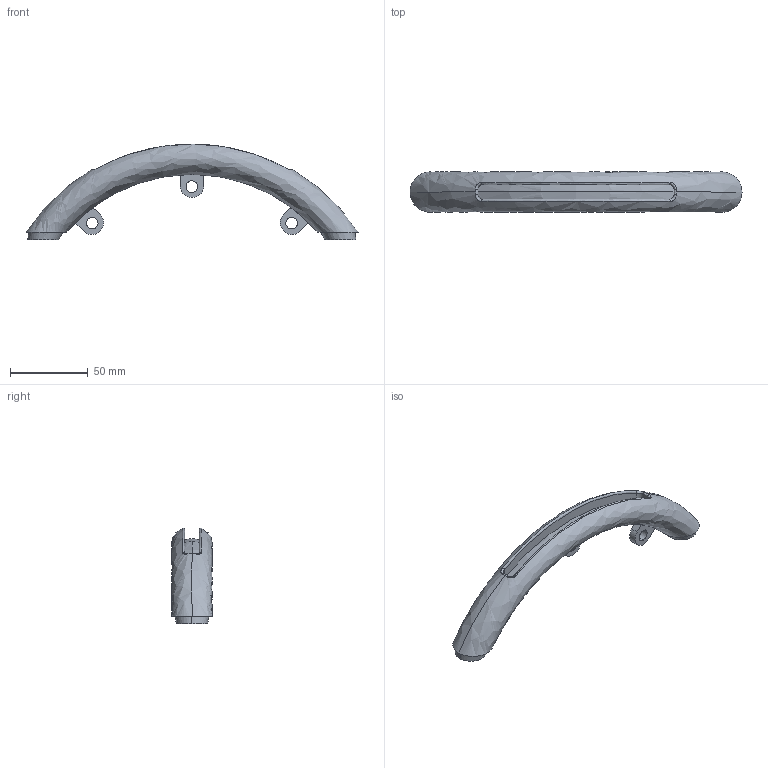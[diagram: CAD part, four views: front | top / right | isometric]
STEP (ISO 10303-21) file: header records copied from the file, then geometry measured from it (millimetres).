
FILE_DESCRIPTION (( 'STEP AP214' ), '1' );
FILE_NAME ('Boucle arrière+gardeboue v4.STEP', '2019-02-27T19:29:45', ( '' ), ( '' ), 'SwSTEP 2.0', 'SolidWorks 2016', '' );
FILE_SCHEMA (( 'AUTOMOTIVE_DESIGN' ));
Length unit declared in the file: millimetre
Products named in the file (1): Boucle arrière+gardeboue v4
Bounding box: 214 x 26 x 61.72 mm (x, y, z)
Volume: 89395.7 mm3; surface area: 22879.5 mm2
Topology: 3 solids, 3 shells, 61 faces, 153 edges, 98 vertices
Faces by surface type: plane 25, bspline 22, cylinder 14
Entity records: 3184 total; most frequent: CARTESIAN_POINT 1765, ORIENTED_EDGE 306, DIRECTION 254, EDGE_CURVE 153, AXIS2_PLACEMENT_3D 104, VERTEX_POINT 98, EDGE_LOOP 67, CIRCLE 64
